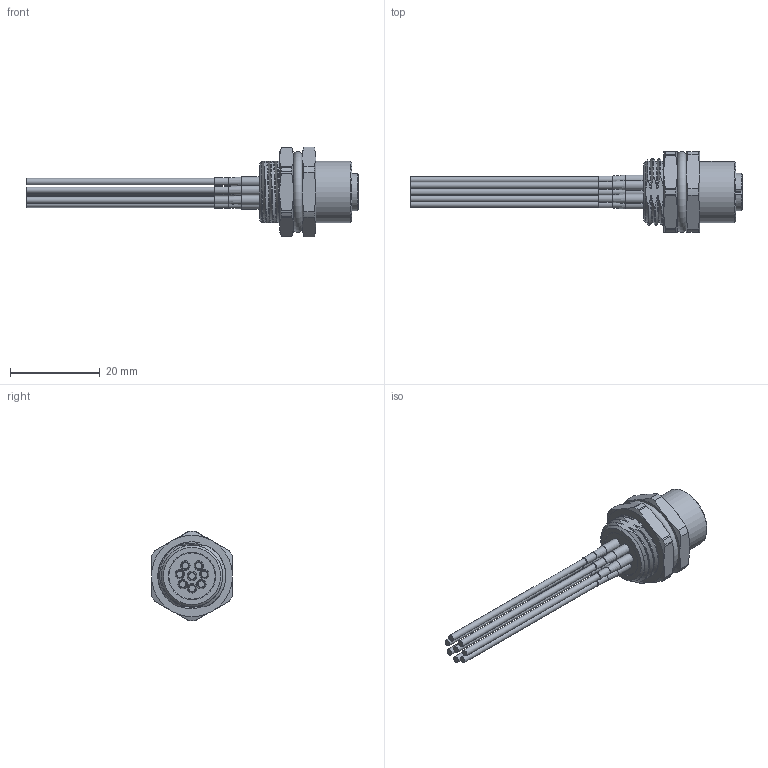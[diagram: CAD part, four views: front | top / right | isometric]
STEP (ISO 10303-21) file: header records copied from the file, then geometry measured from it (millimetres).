
FILE_DESCRIPTION(/* description */ ('Unknown'),/* implementation_level */ '2;1');
FILE_NAME(/* name */ '643362100608',/* time_stamp */ '2021-03-23T17:36:15+01:00',/* author */ ('Unknown'),/* organization */ ('Unknown'),/* preprocessor_version */ 'ST-DEVELOPER v16.7',/* originating_system */ 'DEX',/* authorisation */ $);
FILE_SCHEMA (('AUTOMOTIVE_DESIGN {1 0 10303 214 3 1 1}'));
Length unit declared in the file: millimetre
Products named in the file (18): 6433621006xx2; 6430601006xx; 643060100608; 643xx01004xx_Seal_inner; 6430601006xx_Housing; 643060100608_Pin; 6430601006xx_Resin; 643xx01004xx_Seal_outer; 643xx01006xx_Nut; Wire 24AWG White; Wire 24AWG Brown; Wire 24AWG Green; Wire 24AWG Yellow; 643362100608_Shrink tube; Wire 24AWG Red; Wire 24AWG Grey; Wire 24AWG Pink; Wire 24AWG Blue
Assembly tree (31 placements, depth 3):
  6433621006xx2
    6430601006xx
      643060100608
      643xx01004xx_Seal_inner
      6430601006xx_Housing
      643060100608_Pin  x8
      6430601006xx_Resin
      643xx01004xx_Seal_outer
      643xx01006xx_Nut
    Wire 24AWG White
    Wire 24AWG Brown
    Wire 24AWG Green
    Wire 24AWG Yellow
    643362100608_Shrink tube  x8
    Wire 24AWG Red
    Wire 24AWG Grey
    Wire 24AWG Pink
    Wire 24AWG Blue
Bounding box: 73.9 x 18.01 x 20 mm (x, y, z)
Volume: 4442.3 mm3; surface area: 8984.6 mm2
Topology: 30 solids, 30 shells, 812 faces, 1855 edges, 1184 vertices
Faces by surface type: plane 328, cylinder 286, cone 138, torus 35, bspline 25
Full cylindrical faces by diameter (mm): 0.61 x8, 0.8 x8, 0.85 x8, 1 x8, 1.1 x8, 1.245 x8, 1.34 x8, 1.4 x40, 1.42 x8, 1.45 x8, 1.53 x32, 1.56 x16, 1.6 x8, 1.66 x8, 1.7 x5, 1.9 x5, 2.1 x8, 8.3 x1, 8.74 x2, 9.14 x1, 9.16 x1, 9.5 x14, 10.58 x1, 10.6 x1, 13.6 x1
Entity records: 22056 total; most frequent: CARTESIAN_POINT 12926, DIRECTION 1749, ORIENTED_EDGE 1526, EDGE_CURVE 763, AXIS2_PLACEMENT_3D 756, FACE_BOUND 629, EDGE_LOOP 625, VERTEX_POINT 576
